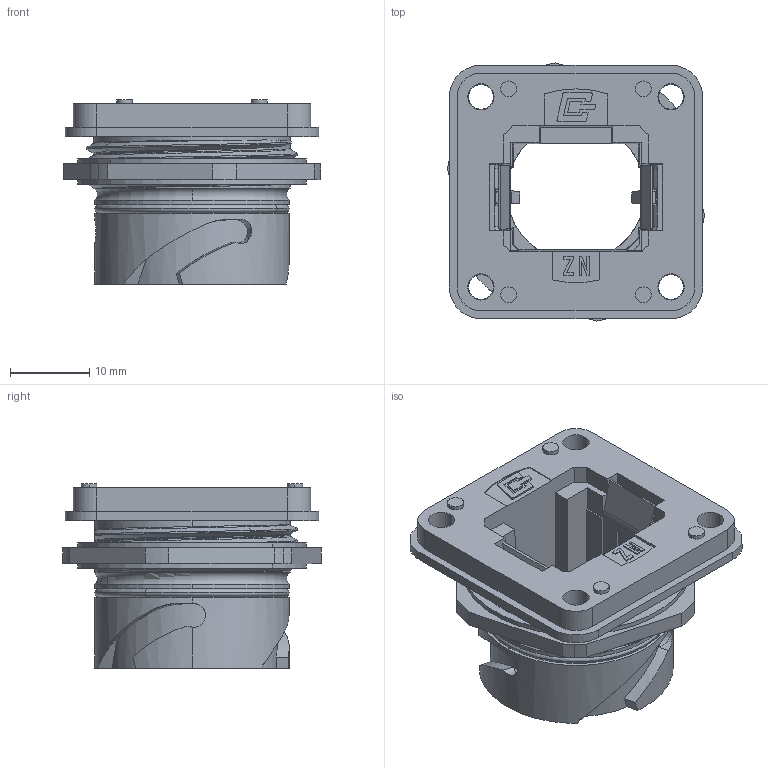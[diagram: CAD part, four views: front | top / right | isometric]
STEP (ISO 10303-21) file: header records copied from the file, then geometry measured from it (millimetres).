
FILE_DESCRIPTION (( 'STEP AP214' ), '1' );
FILE_NAME ('H06000A0049H50.STEP', '2009-10-06T13:08:34', ( 'ich' ), ( 'pp' ), 'SwSTEP 2.0', 'SolidWorks 2009', '' );
FILE_SCHEMA (( 'AUTOMOTIVE_DESIGN' ));
Length unit declared in the file: millimetre
Products named in the file (1): H06000A0049H50
Bounding box: 32.48 x 32.59 x 23.26 mm (x, y, z)
Volume: 7160.6 mm3; surface area: 8538.8 mm2
Topology: 6 solids, 6 shells, 511 faces, 1417 edges, 927 vertices
Faces by surface type: plane 254, cylinder 172, bspline 71, torus 10, cone 4
Entity records: 33823 total; most frequent: CARTESIAN_POINT 15608, ORIENTED_EDGE 2834, DIRECTION 2228, EDGE_CURVE 1417, VERTEX_POINT 927, VECTOR 846, LINE 846, AXIS2_PLACEMENT_3D 691
